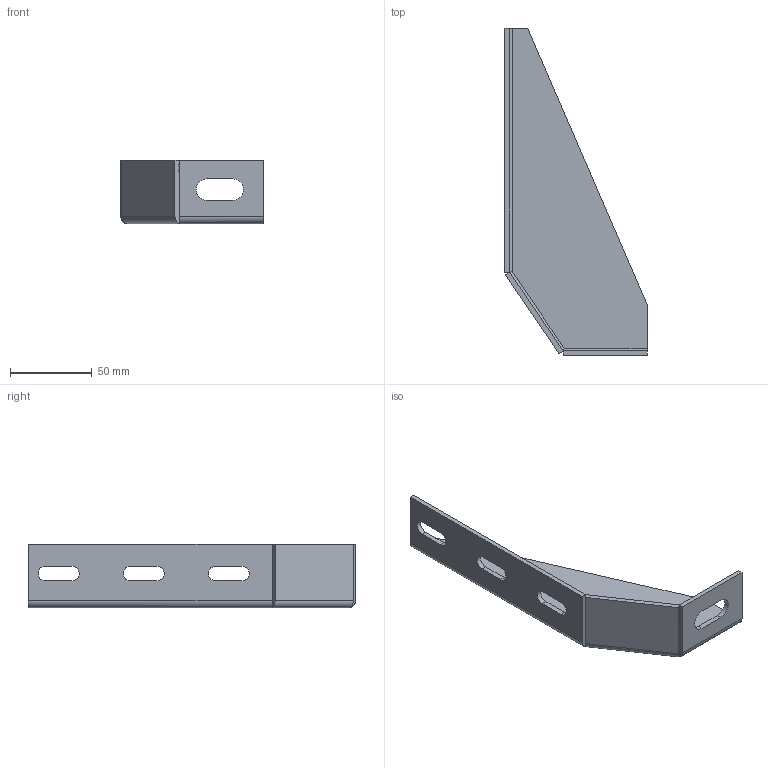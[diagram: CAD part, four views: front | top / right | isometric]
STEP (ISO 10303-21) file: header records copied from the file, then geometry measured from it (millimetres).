
FILE_DESCRIPTION(/* description */ (''),/* implementation_level */ '2;1');
FILE_NAME(/* name */ '13079_KriTec_Bodenwinkel_200x88x39_Stahl_verzinkt.stp',/* time_stamp */ '2014-11-18T12:13:21+01:00',/* author */ ('kostic'),/* organization */ (''),/* preprocessor_version */ 'ST-DEVELOPER v15.2',/* originating_system */ 'Autodesk Inventor 2014',/* authorisation */ '');
FILE_SCHEMA (('AUTOMOTIVE_DESIGN { 1 0 10303 214 3 1 1 }'));
Length unit declared in the file: millimetre
Products named in the file (1): 13079_KriTec_Bodenwinkel_200x88x39_Stahl_verzinkt
Bounding box: 87 x 200 x 39 mm (x, y, z)
Volume: 55139.7 mm3; surface area: 39648.1 mm2
Topology: 1 solids, 1 shells, 120 faces, 302 edges, 200 vertices
Faces by surface type: plane 74, cylinder 46
Entity records: 3779 total; most frequent: DIRECTION 640, CARTESIAN_POINT 623, ORIENTED_EDGE 604, EDGE_CURVE 302, AXIS2_PLACEMENT_3D 217, LINE 206, VECTOR 206, VERTEX_POINT 200
